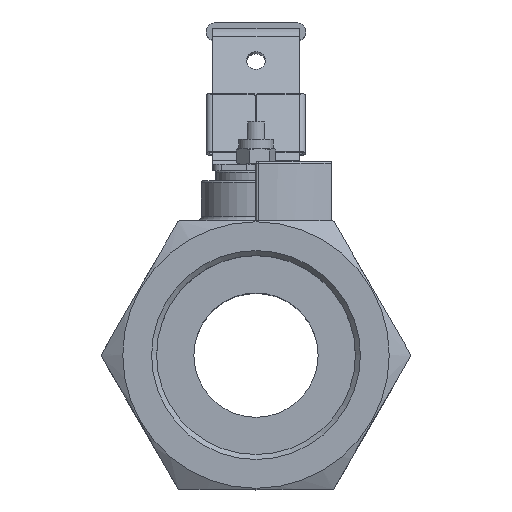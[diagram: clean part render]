
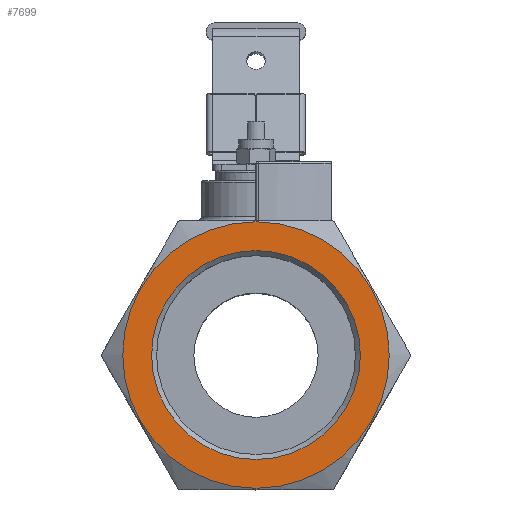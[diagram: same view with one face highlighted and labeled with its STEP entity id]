
A CAD part, top view. The second image highlights one B-rep face of the part: STEP entity #7699.
In plain terms, the highlighted planar face has unit normal (0, 0, 1).
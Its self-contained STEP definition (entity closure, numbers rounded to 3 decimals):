
#62=FACE_BOUND('',#2615,.T.);
#328=PLANE('',#8376);
#2172=FACE_OUTER_BOUND('',#2614,.T.);
#2614=EDGE_LOOP('',(#5847));
#2615=EDGE_LOOP('',(#5848));
#2953=CIRCLE('',#8209,26.8);
#3010=CIRCLE('',#8371,21.);
#3273=VERTEX_POINT('',#11707);
#3412=VERTEX_POINT('',#13157);
#4046=EDGE_CURVE('',#3273,#3273,#2953,.T.);
#4300=EDGE_CURVE('',#3412,#3412,#3010,.T.);
#5847=ORIENTED_EDGE('',*,*,#4046,.T.);
#5848=ORIENTED_EDGE('',*,*,#4300,.F.);
#7699=ADVANCED_FACE('',(#2172,#62),#328,.T.);
#8209=AXIS2_PLACEMENT_3D('',#11708,#8991,#8992);
#8371=AXIS2_PLACEMENT_3D('',#13158,#9433,#9434);
#8376=AXIS2_PLACEMENT_3D('',#13168,#9445,#9446);
#8991=DIRECTION('center_axis',(0.,0.,1.));
#8992=DIRECTION('ref_axis',(0.,1.,0.));
#9433=DIRECTION('center_axis',(0.,0.,1.));
#9434=DIRECTION('ref_axis',(-1.,0.,0.));
#9445=DIRECTION('center_axis',(0.,0.,1.));
#9446=DIRECTION('ref_axis',(1.,0.,0.));
#11707=CARTESIAN_POINT('',(0.,-26.8,40.5));
#11708=CARTESIAN_POINT('Origin',(0.,0.,40.5));
#13157=CARTESIAN_POINT('',(21.,0.,40.5));
#13158=CARTESIAN_POINT('Origin',(0.,0.,40.5));
#13168=CARTESIAN_POINT('Origin',(0.,0.,40.5));
